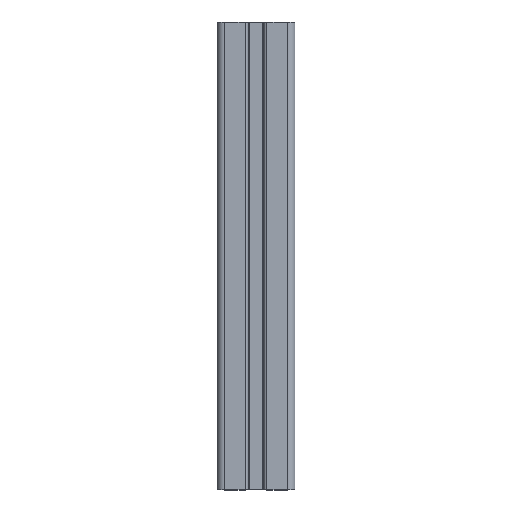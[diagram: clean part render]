
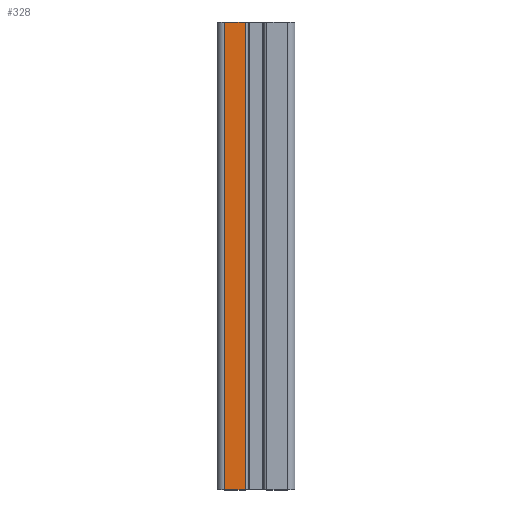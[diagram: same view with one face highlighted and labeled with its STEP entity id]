
A CAD part, top view. The second image highlights one B-rep face of the part: STEP entity #328.
In plain terms, the highlighted planar face has unit normal (0, 0, 1).
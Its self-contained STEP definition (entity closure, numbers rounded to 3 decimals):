
#328 = ADVANCED_FACE( '', ( #786 ), #787, .T. );
#786 = FACE_OUTER_BOUND( '', #1371, .T. );
#787 = PLANE( '', #1372 );
#1371 = EDGE_LOOP( '', ( #2590, #2591, #2592, #2593 ) );
#1372 = AXIS2_PLACEMENT_3D( '', #2594, #2595, #2596 );
#2590 = ORIENTED_EDGE( '', *, *, #3922, .F. );
#2591 = ORIENTED_EDGE( '', *, *, #4195, .F. );
#2592 = ORIENTED_EDGE( '', *, *, #4176, .T. );
#2593 = ORIENTED_EDGE( '', *, *, #4196, .T. );
#2594 = CARTESIAN_POINT( '', ( -5.6, 240., 40. ) );
#2595 = DIRECTION( '', ( 0., 0., 1. ) );
#2596 = DIRECTION( '', ( 1., 0., 0. ) );
#3922 = EDGE_CURVE( '', #4865, #4867, #4868, .T. );
#4176 = EDGE_CURVE( '', #5092, #5302, #5304, .T. );
#4195 = EDGE_CURVE( '', #5092, #4865, #5325, .T. );
#4196 = EDGE_CURVE( '', #5302, #4867, #5326, .T. );
#4865 = VERTEX_POINT( '', #6233 );
#4867 = VERTEX_POINT( '', #6235 );
#4868 = LINE( '', #6236, #6237 );
#5092 = VERTEX_POINT( '', #6520 );
#5302 = VERTEX_POINT( '', #6785 );
#5304 = LINE( '', #6787, #6788 );
#5325 = LINE( '', #6819, #6820 );
#5326 = LINE( '', #6821, #6822 );
#6233 = CARTESIAN_POINT( '', ( -5.6, 0., 40. ) );
#6235 = CARTESIAN_POINT( '', ( -16., 0., 40. ) );
#6236 = CARTESIAN_POINT( '', ( -5.6, 0., 40. ) );
#6237 = VECTOR( '', #7457, 1000. );
#6520 = CARTESIAN_POINT( '', ( -5.6, 240., 40. ) );
#6785 = CARTESIAN_POINT( '', ( -16., 240., 40. ) );
#6787 = CARTESIAN_POINT( '', ( -5.6, 240., 40. ) );
#6788 = VECTOR( '', #7983, 1000. );
#6819 = CARTESIAN_POINT( '', ( -5.6, 240., 40. ) );
#6820 = VECTOR( '', #7997, 1000. );
#6821 = CARTESIAN_POINT( '', ( -16., 240., 40. ) );
#6822 = VECTOR( '', #7998, 1000. );
#7457 = DIRECTION( '', ( -1., 0., 0. ) );
#7983 = DIRECTION( '', ( -1., 0., 0. ) );
#7997 = DIRECTION( '', ( 0., -1., 0. ) );
#7998 = DIRECTION( '', ( 0., -1., 0. ) );
